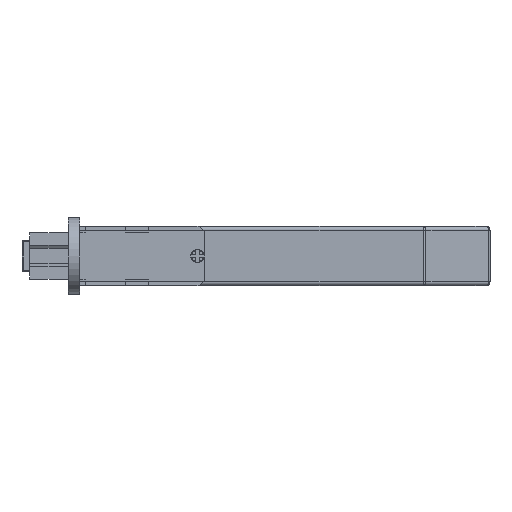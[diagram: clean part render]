
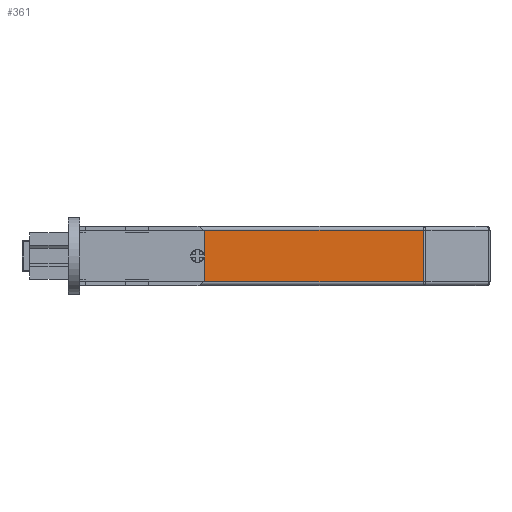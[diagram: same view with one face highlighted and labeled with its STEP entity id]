
A CAD part, front view. The second image highlights one B-rep face of the part: STEP entity #361.
In plain terms, the highlighted planar face has unit normal (0, -1, 0).
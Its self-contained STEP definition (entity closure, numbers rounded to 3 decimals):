
#361 = ADVANCED_FACE ( 'NONE', ( #7950, #3282 ), #2156, .T. ) ;
#372 = CARTESIAN_POINT ( 'NONE',  ( 43.75, -14.7, 7.75 ) ) ;
#588 = EDGE_CURVE ( 'NONE', #11316, #768, #1827, .T. ) ;
#616 = LINE ( 'NONE', #4395, #3323 ) ;
#768 = VERTEX_POINT ( 'NONE', #2694 ) ;
#806 = CARTESIAN_POINT ( 'NONE',  ( 43.75, -14.7, 6. ) ) ;
#894 = DIRECTION ( 'NONE',  ( 1., 0., 0. ) ) ;
#907 = EDGE_CURVE ( 'NONE', #8244, #2395, #6708, .T. ) ;
#986 = DIRECTION ( 'NONE',  ( 0., -1., 0. ) ) ;
#1353 = AXIS2_PLACEMENT_3D ( 'NONE', #806, #986, #4726 ) ;
#1363 = VECTOR ( 'NONE', #894, 1000. ) ;
#1427 = CARTESIAN_POINT ( 'NONE',  ( 102.586, -14.7, 12.75 ) ) ;
#1612 = EDGE_CURVE ( 'NONE', #11316, #8810, #10238, .T. ) ;
#1827 = LINE ( 'NONE', #4801, #4518 ) ;
#2125 = LINE ( 'NONE', #4919, #6181 ) ;
#2156 = PLANE ( 'NONE',  #9830 ) ;
#2395 = VERTEX_POINT ( 'NONE', #372 ) ;
#2694 = CARTESIAN_POINT ( 'NONE',  ( 13., -14.7, 12.75 ) ) ;
#2828 = EDGE_CURVE ( 'NONE', #2395, #8244, #11508, .T. ) ;
#3282 = FACE_OUTER_BOUND ( 'NONE', #12021, .T. ) ;
#3323 = VECTOR ( 'NONE', #5377, 1000. ) ;
#3761 = DIRECTION ( 'NONE',  ( 0., 0., 1. ) ) ;
#4395 = CARTESIAN_POINT ( 'NONE',  ( 13., -14.7, 12.75 ) ) ;
#4518 = VECTOR ( 'NONE', #3761, 1000. ) ;
#4726 = DIRECTION ( 'NONE',  ( 0., 0., -1. ) ) ;
#4742 = DIRECTION ( 'NONE',  ( 0., 0., -1. ) ) ;
#4801 = CARTESIAN_POINT ( 'NONE',  ( 13., -14.7, -1.75 ) ) ;
#4919 = CARTESIAN_POINT ( 'NONE',  ( 102.586, -14.7, -1.75 ) ) ;
#5221 = AXIS2_PLACEMENT_3D ( 'NONE', #6416, #10152, #4742 ) ;
#5377 = DIRECTION ( 'NONE',  ( -1., 0., 0. ) ) ;
#5387 = ORIENTED_EDGE ( 'NONE', *, *, #2828, .F. ) ;
#5621 = CARTESIAN_POINT ( 'NONE',  ( 103., -14.7, -0.75 ) ) ;
#6181 = VECTOR ( 'NONE', #10521, 1000. ) ;
#6231 = VERTEX_POINT ( 'NONE', #1427 ) ;
#6416 = CARTESIAN_POINT ( 'NONE',  ( 43.75, -14.7, 6. ) ) ;
#6708 = CIRCLE ( 'NONE', #1353, 1.75 ) ;
#6844 = ORIENTED_EDGE ( 'NONE', *, *, #588, .F. ) ;
#6877 = EDGE_CURVE ( 'NONE', #6231, #768, #616, .T. ) ;
#6910 = CARTESIAN_POINT ( 'NONE',  ( 102.586, -14.7, -0.75 ) ) ;
#7045 = DIRECTION ( 'NONE',  ( 0., -1., 0. ) ) ;
#7887 = CARTESIAN_POINT ( 'NONE',  ( 13., -14.7, -1.75 ) ) ;
#7950 = FACE_BOUND ( 'NONE', #10910, .T. ) ;
#8244 = VERTEX_POINT ( 'NONE', #11327 ) ;
#8588 = ORIENTED_EDGE ( 'NONE', *, *, #9131, .T. ) ;
#8810 = VERTEX_POINT ( 'NONE', #6910 ) ;
#9131 = EDGE_CURVE ( 'NONE', #8810, #6231, #2125, .T. ) ;
#9431 = ORIENTED_EDGE ( 'NONE', *, *, #6877, .T. ) ;
#9664 = ORIENTED_EDGE ( 'NONE', *, *, #1612, .T. ) ;
#9830 = AXIS2_PLACEMENT_3D ( 'NONE', #7887, #7045, #11635 ) ;
#10152 = DIRECTION ( 'NONE',  ( 0., -1., 0. ) ) ;
#10238 = LINE ( 'NONE', #5621, #1363 ) ;
#10521 = DIRECTION ( 'NONE',  ( 0., 0., 1. ) ) ;
#10642 = ORIENTED_EDGE ( 'NONE', *, *, #907, .F. ) ;
#10910 = EDGE_LOOP ( 'NONE', ( #10642, #5387 ) ) ;
#11316 = VERTEX_POINT ( 'NONE', #12000 ) ;
#11327 = CARTESIAN_POINT ( 'NONE',  ( 43.75, -14.7, 4.25 ) ) ;
#11508 = CIRCLE ( 'NONE', #5221, 1.75 ) ;
#11635 = DIRECTION ( 'NONE',  ( 0., 0., -1. ) ) ;
#12000 = CARTESIAN_POINT ( 'NONE',  ( 13., -14.7, -0.75 ) ) ;
#12021 = EDGE_LOOP ( 'NONE', ( #6844, #9664, #8588, #9431 ) ) ;
